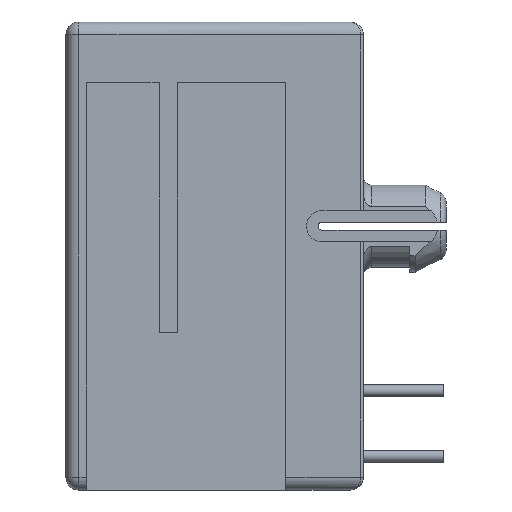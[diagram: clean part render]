
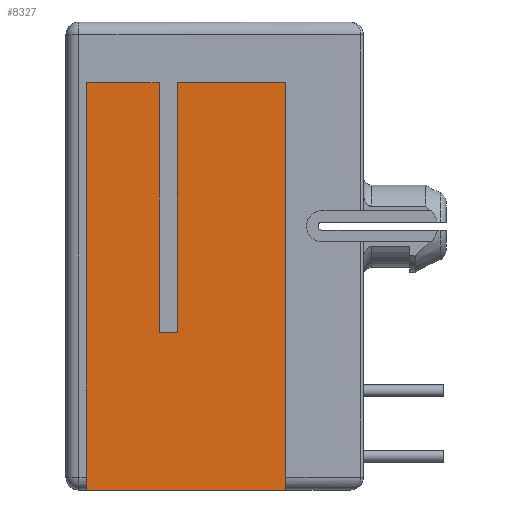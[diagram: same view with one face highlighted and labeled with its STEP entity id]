
A CAD part, left-side view. The second image highlights one B-rep face of the part: STEP entity #8327.
In plain terms, the highlighted planar face has unit normal (-1, 0, 0).
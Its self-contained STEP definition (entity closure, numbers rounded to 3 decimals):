
#2127=DIRECTION('',(0.,1.,0.));
#2128=VECTOR('',#2127,7.7);
#2129=CARTESIAN_POINT('',(-5.725,-2.75,-18.1));
#2130=LINE('',#2129,#2128);
#2928=DIRECTION('',(0.,0.,1.));
#2929=VECTOR('',#2928,15.75);
#2930=CARTESIAN_POINT('',(-5.725,-2.75,-18.1));
#2931=LINE('',#2930,#2929);
#2932=DIRECTION('',(0.,0.,-1.));
#2933=VECTOR('',#2932,15.75);
#2934=CARTESIAN_POINT('',(-5.725,4.95,-2.35));
#2935=LINE('',#2934,#2933);
#2936=DIRECTION('',(0.,1.,0.));
#2937=VECTOR('',#2936,2.8);
#2938=CARTESIAN_POINT('',(-5.725,2.15,-2.35));
#2939=LINE('',#2938,#2937);
#2940=DIRECTION('',(0.,0.,1.));
#2941=VECTOR('',#2940,9.65);
#2942=CARTESIAN_POINT('',(-5.725,2.15,-12.));
#2943=LINE('',#2942,#2941);
#2944=DIRECTION('',(0.,1.,0.));
#2945=VECTOR('',#2944,0.7);
#2946=CARTESIAN_POINT('',(-5.725,1.45,-12.));
#2947=LINE('',#2946,#2945);
#2948=DIRECTION('',(0.,0.,-1.));
#2949=VECTOR('',#2948,9.65);
#2950=CARTESIAN_POINT('',(-5.725,1.45,-2.35));
#2951=LINE('',#2950,#2949);
#2952=DIRECTION('',(0.,1.,0.));
#2953=VECTOR('',#2952,4.2);
#2954=CARTESIAN_POINT('',(-5.725,-2.75,-2.35));
#2955=LINE('',#2954,#2953);
#4398=CARTESIAN_POINT('',(-5.725,-2.75,-2.35));
#4399=CARTESIAN_POINT('',(-5.725,1.45,-2.35));
#4400=VERTEX_POINT('',#4398);
#4401=VERTEX_POINT('',#4399);
#4402=CARTESIAN_POINT('',(-5.725,1.45,-12.));
#4403=VERTEX_POINT('',#4402);
#4404=CARTESIAN_POINT('',(-5.725,2.15,-12.));
#4405=VERTEX_POINT('',#4404);
#4406=CARTESIAN_POINT('',(-5.725,2.15,-2.35));
#4407=VERTEX_POINT('',#4406);
#4408=CARTESIAN_POINT('',(-5.725,4.95,-2.35));
#4409=VERTEX_POINT('',#4408);
#4422=CARTESIAN_POINT('',(-5.725,-2.75,-18.1));
#4423=VERTEX_POINT('',#4422);
#4424=CARTESIAN_POINT('',(-5.725,4.95,-18.1));
#4425=VERTEX_POINT('',#4424);
#8306=CARTESIAN_POINT('',(-5.725,0.,0.));
#8307=DIRECTION('',(-1.,0.,0.));
#8308=DIRECTION('',(0.,0.,1.));
#8309=AXIS2_PLACEMENT_3D('',#8306,#8307,#8308);
#8310=PLANE('',#8309);
#8311=ORIENTED_EDGE('',*,*,#8298,.F.);
#8312=ORIENTED_EDGE('',*,*,#7244,.T.);
#8314=ORIENTED_EDGE('',*,*,#8313,.F.);
#8316=ORIENTED_EDGE('',*,*,#8315,.F.);
#8318=ORIENTED_EDGE('',*,*,#8317,.F.);
#8320=ORIENTED_EDGE('',*,*,#8319,.F.);
#8322=ORIENTED_EDGE('',*,*,#8321,.F.);
#8324=ORIENTED_EDGE('',*,*,#8323,.F.);
#8325=EDGE_LOOP('',(#8311,#8312,#8314,#8316,#8318,#8320,#8322,#8324));
#8326=FACE_OUTER_BOUND('',#8325,.F.);
#8327=ADVANCED_FACE('',(#8326),#8310,.T.);
#7244=EDGE_CURVE('',#4423,#4425,#2130,.T.);
#8298=EDGE_CURVE('',#4423,#4400,#2931,.T.);
#8313=EDGE_CURVE('',#4409,#4425,#2935,.T.);
#8315=EDGE_CURVE('',#4407,#4409,#2939,.T.);
#8317=EDGE_CURVE('',#4405,#4407,#2943,.T.);
#8319=EDGE_CURVE('',#4403,#4405,#2947,.T.);
#8321=EDGE_CURVE('',#4401,#4403,#2951,.T.);
#8323=EDGE_CURVE('',#4400,#4401,#2955,.T.);
